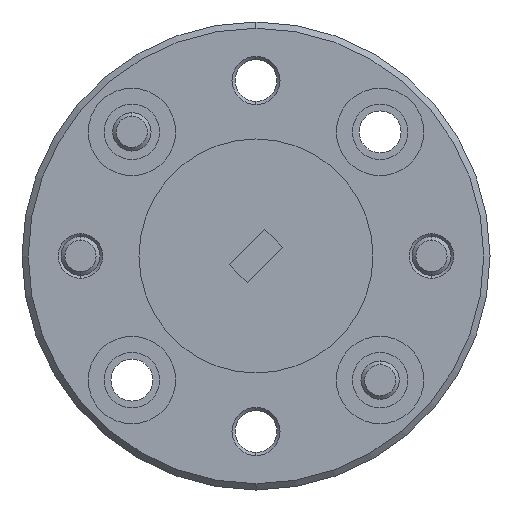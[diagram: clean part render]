
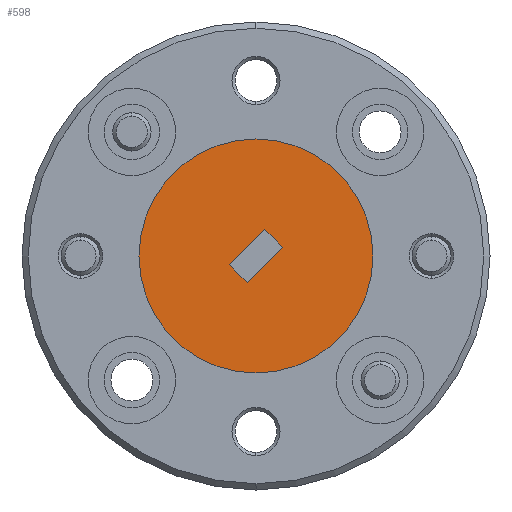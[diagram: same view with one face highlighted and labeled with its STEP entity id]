
A CAD part, left-side view. The second image highlights one B-rep face of the part: STEP entity #598.
In plain terms, the highlighted planar face has unit normal (-1, 0, 0).
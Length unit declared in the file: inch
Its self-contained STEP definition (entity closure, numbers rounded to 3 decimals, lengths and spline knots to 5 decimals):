
#54 = DIRECTION ( 'NONE',  ( 0., -0.707, 0.707 ) ) ;
#130 = ORIENTED_EDGE ( 'NONE', *, *, #1023, .T. ) ;
#212 = VERTEX_POINT ( 'NONE', #4776 ) ;
#336 = LINE ( 'NONE', #2317, #5808 ) ;
#471 = EDGE_LOOP ( 'NONE', ( #2593, #130 ) ) ;
#483 = CARTESIAN_POINT ( 'NONE',  ( 3., 0.04243, -0.01414 ) ) ;
#492 = VERTEX_POINT ( 'NONE', #6124 ) ;
#495 = CARTESIAN_POINT ( 'NONE',  ( 3., 0.1875, 0. ) ) ;
#579 = VECTOR ( 'NONE', #3346, 39.37008 ) ;
#598 = ADVANCED_FACE ( 'NONE', ( #4199, #3678 ), #3537, .F. ) ;
#626 = CARTESIAN_POINT ( 'NONE',  ( 3., 0., 0. ) ) ;
#749 = VERTEX_POINT ( 'NONE', #1613 ) ;
#1023 = EDGE_CURVE ( 'NONE', #212, #2155, #6114, .T. ) ;
#1140 = DIRECTION ( 'NONE',  ( 0., 0., 1. ) ) ;
#1320 = CIRCLE ( 'NONE', #5261, 0.1875 ) ;
#1334 = DIRECTION ( 'NONE',  ( 0., 0., 1. ) ) ;
#1613 = CARTESIAN_POINT ( 'NONE',  ( 3., -0.01414, 0.04243 ) ) ;
#1681 = DIRECTION ( 'NONE',  ( -1., 0., 0. ) ) ;
#1834 = VERTEX_POINT ( 'NONE', #483 ) ;
#1933 = ORIENTED_EDGE ( 'NONE', *, *, #5116, .F. ) ;
#1964 = VECTOR ( 'NONE', #54, 39.37008 ) ;
#2155 = VERTEX_POINT ( 'NONE', #3571 ) ;
#2317 = CARTESIAN_POINT ( 'NONE',  ( 3., -0.01414, 0.04243 ) ) ;
#2593 = ORIENTED_EDGE ( 'NONE', *, *, #6458, .T. ) ;
#2663 = CARTESIAN_POINT ( 'NONE',  ( 3., -0.04243, 0.01414 ) ) ;
#2773 = VERTEX_POINT ( 'NONE', #3980 ) ;
#2919 = DIRECTION ( 'NONE',  ( 0., 0.707, -0.707 ) ) ;
#3304 = LINE ( 'NONE', #2663, #1964 ) ;
#3346 = DIRECTION ( 'NONE',  ( 0., -0.707, -0.707 ) ) ;
#3537 = PLANE ( 'NONE',  #4015 ) ;
#3571 = CARTESIAN_POINT ( 'NONE',  ( 3., 0., 0.1875 ) ) ;
#3639 = VECTOR ( 'NONE', #6086, 39.37008 ) ;
#3678 = FACE_OUTER_BOUND ( 'NONE', #471, .T. ) ;
#3980 = CARTESIAN_POINT ( 'NONE',  ( 3., 0.01414, -0.04243 ) ) ;
#4015 = AXIS2_PLACEMENT_3D ( 'NONE', #495, #6848, #4288 ) ;
#4016 = DIRECTION ( 'NONE',  ( -1., 0., 0. ) ) ;
#4199 = FACE_BOUND ( 'NONE', #6842, .T. ) ;
#4236 = EDGE_CURVE ( 'NONE', #2773, #492, #3304, .T. ) ;
#4288 = DIRECTION ( 'NONE',  ( 0., 0., 1. ) ) ;
#4776 = CARTESIAN_POINT ( 'NONE',  ( 3., 0., -0.1875 ) ) ;
#4817 = EDGE_CURVE ( 'NONE', #1834, #2773, #5899, .T. ) ;
#4912 = ORIENTED_EDGE ( 'NONE', *, *, #5059, .F. ) ;
#4913 = CARTESIAN_POINT ( 'NONE',  ( 3., -0.01414, 0.04243 ) ) ;
#5059 = EDGE_CURVE ( 'NONE', #492, #749, #6641, .T. ) ;
#5116 = EDGE_CURVE ( 'NONE', #749, #1834, #336, .T. ) ;
#5212 = ORIENTED_EDGE ( 'NONE', *, *, #4817, .F. ) ;
#5261 = AXIS2_PLACEMENT_3D ( 'NONE', #6653, #4016, #1334 ) ;
#5468 = ORIENTED_EDGE ( 'NONE', *, *, #4236, .F. ) ;
#5565 = AXIS2_PLACEMENT_3D ( 'NONE', #626, #1681, #1140 ) ;
#5808 = VECTOR ( 'NONE', #2919, 39.37008 ) ;
#5899 = LINE ( 'NONE', #6553, #579 ) ;
#6086 = DIRECTION ( 'NONE',  ( 0., 0.707, 0.707 ) ) ;
#6114 = CIRCLE ( 'NONE', #5565, 0.1875 ) ;
#6124 = CARTESIAN_POINT ( 'NONE',  ( 3., -0.04243, 0.01414 ) ) ;
#6458 = EDGE_CURVE ( 'NONE', #2155, #212, #1320, .T. ) ;
#6553 = CARTESIAN_POINT ( 'NONE',  ( 3., 0.04243, -0.01414 ) ) ;
#6641 = LINE ( 'NONE', #4913, #3639 ) ;
#6653 = CARTESIAN_POINT ( 'NONE',  ( 3., 0., 0. ) ) ;
#6842 = EDGE_LOOP ( 'NONE', ( #4912, #5468, #5212, #1933 ) ) ;
#6848 = DIRECTION ( 'NONE',  ( 1., 0., 0. ) ) ;
